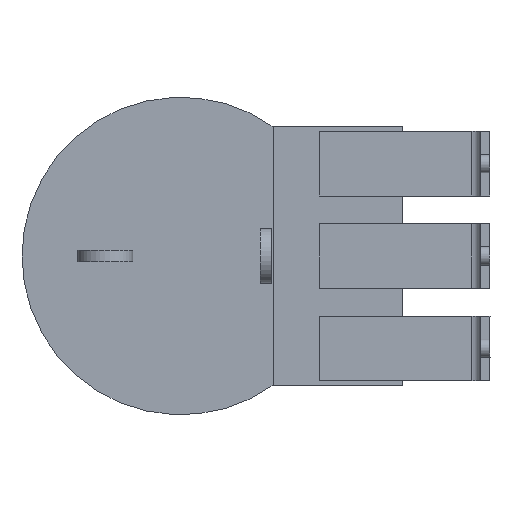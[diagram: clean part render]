
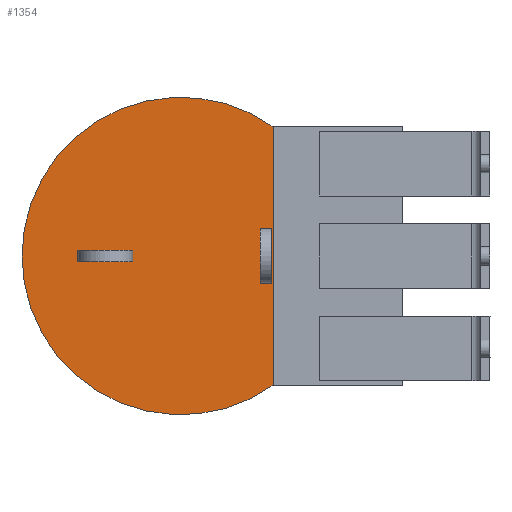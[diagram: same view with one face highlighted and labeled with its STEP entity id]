
A CAD part, front view. The second image highlights one B-rep face of the part: STEP entity #1354.
In plain terms, the highlighted planar face has unit normal (0, -1, 0).
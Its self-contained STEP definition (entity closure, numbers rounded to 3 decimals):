
#19=FACE_BOUND('',#216,.T.);
#20=FACE_BOUND('',#217,.T.);
#67=CIRCLE('',#1498,8.6);
#143=FACE_OUTER_BOUND('',#215,.T.);
#215=EDGE_LOOP('',(#1165,#1166));
#216=EDGE_LOOP('',(#1167,#1168,#1169,#1170));
#217=EDGE_LOOP('',(#1171,#1172,#1173,#1174));
#365=LINE('',#2244,#514);
#366=LINE('',#2248,#515);
#367=LINE('',#2250,#516);
#368=LINE('',#2252,#517);
#369=LINE('',#2253,#518);
#370=LINE('',#2256,#519);
#371=LINE('',#2258,#520);
#372=LINE('',#2260,#521);
#373=LINE('',#2261,#522);
#514=VECTOR('',#1837,1000.);
#515=VECTOR('',#1840,1000.);
#516=VECTOR('',#1841,1000.);
#517=VECTOR('',#1842,1000.);
#518=VECTOR('',#1843,1000.);
#519=VECTOR('',#1844,1000.);
#520=VECTOR('',#1845,1000.);
#521=VECTOR('',#1846,1000.);
#522=VECTOR('',#1847,1000.);
#647=VERTEX_POINT('',#2237);
#648=VERTEX_POINT('',#2240);
#649=VERTEX_POINT('',#2246);
#650=VERTEX_POINT('',#2247);
#651=VERTEX_POINT('',#2249);
#652=VERTEX_POINT('',#2251);
#653=VERTEX_POINT('',#2254);
#654=VERTEX_POINT('',#2255);
#655=VERTEX_POINT('',#2257);
#656=VERTEX_POINT('',#2259);
#829=EDGE_CURVE('',#648,#647,#67,.T.);
#830=EDGE_CURVE('',#648,#647,#365,.T.);
#831=EDGE_CURVE('',#649,#650,#366,.T.);
#832=EDGE_CURVE('',#651,#650,#367,.T.);
#833=EDGE_CURVE('',#651,#652,#368,.T.);
#834=EDGE_CURVE('',#649,#652,#369,.T.);
#835=EDGE_CURVE('',#653,#654,#370,.T.);
#836=EDGE_CURVE('',#653,#655,#371,.T.);
#837=EDGE_CURVE('',#656,#655,#372,.T.);
#838=EDGE_CURVE('',#656,#654,#373,.T.);
#1165=ORIENTED_EDGE('',*,*,#830,.T.);
#1166=ORIENTED_EDGE('',*,*,#829,.F.);
#1167=ORIENTED_EDGE('',*,*,#831,.T.);
#1168=ORIENTED_EDGE('',*,*,#832,.F.);
#1169=ORIENTED_EDGE('',*,*,#833,.T.);
#1170=ORIENTED_EDGE('',*,*,#834,.F.);
#1171=ORIENTED_EDGE('',*,*,#835,.F.);
#1172=ORIENTED_EDGE('',*,*,#836,.T.);
#1173=ORIENTED_EDGE('',*,*,#837,.F.);
#1174=ORIENTED_EDGE('',*,*,#838,.T.);
#1284=PLANE('',#1500);
#1354=ADVANCED_FACE('',(#143,#19,#20),#1284,.F.);
#1498=AXIS2_PLACEMENT_3D('',#2242,#1833,#1834);
#1500=AXIS2_PLACEMENT_3D('',#2245,#1838,#1839);
#1833=DIRECTION('center_axis',(0.,1.,0.));
#1834=DIRECTION('ref_axis',(1.,0.,0.));
#1837=DIRECTION('',(0.5,0.,0.866));
#1838=DIRECTION('center_axis',(0.,1.,0.));
#1839=DIRECTION('ref_axis',(-1.,0.,0.));
#1840=DIRECTION('',(-0.5,0.,-0.866));
#1841=DIRECTION('',(0.866,0.,-0.5));
#1842=DIRECTION('',(0.5,0.,0.866));
#1843=DIRECTION('',(-0.866,0.,0.5));
#1844=DIRECTION('',(0.5,0.,0.866));
#1845=DIRECTION('',(-0.866,0.,0.5));
#1846=DIRECTION('',(-0.5,0.,-0.866));
#1847=DIRECTION('',(0.866,0.,-0.5));
#2237=CARTESIAN_POINT('',(7.829,104.675,-381.636));
#2240=CARTESIAN_POINT('',(0.832,104.675,-393.756));
#2242=CARTESIAN_POINT('Origin',(0.,104.675,-385.196));
#2244=CARTESIAN_POINT('',(10.587,104.675,-376.86));
#2245=CARTESIAN_POINT('Origin',(0.,104.675,-385.196));
#2246=CARTESIAN_POINT('',(-2.102,104.675,-383.636));
#2247=CARTESIAN_POINT('',(-2.402,104.675,-384.156));
#2248=CARTESIAN_POINT('',(-2.402,104.675,-384.156));
#2249=CARTESIAN_POINT('',(-5.,104.675,-382.656));
#2250=CARTESIAN_POINT('',(-5.,104.675,-382.656));
#2251=CARTESIAN_POINT('',(-4.7,104.675,-382.136));
#2252=CARTESIAN_POINT('',(-5.,104.675,-382.656));
#2253=CARTESIAN_POINT('',(-2.102,104.675,-383.636));
#2254=CARTESIAN_POINT('',(3.494,104.675,-388.945));
#2255=CARTESIAN_POINT('',(4.994,104.675,-386.347));
#2256=CARTESIAN_POINT('',(3.494,104.675,-388.945));
#2257=CARTESIAN_POINT('',(2.974,104.675,-388.645));
#2258=CARTESIAN_POINT('',(2.974,104.675,-388.645));
#2259=CARTESIAN_POINT('',(4.474,104.675,-386.047));
#2260=CARTESIAN_POINT('',(4.474,104.675,-386.047));
#2261=CARTESIAN_POINT('',(4.474,104.675,-386.047));
